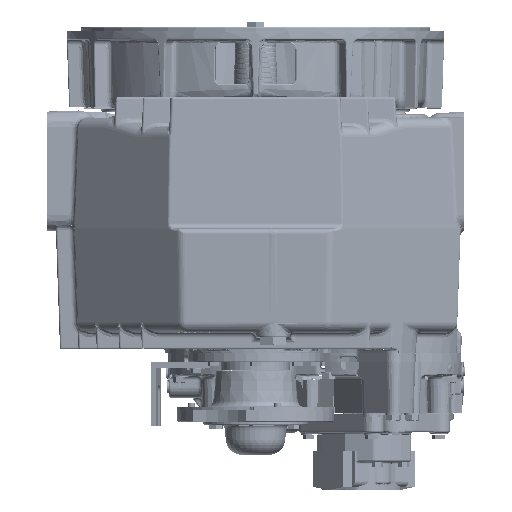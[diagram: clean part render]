
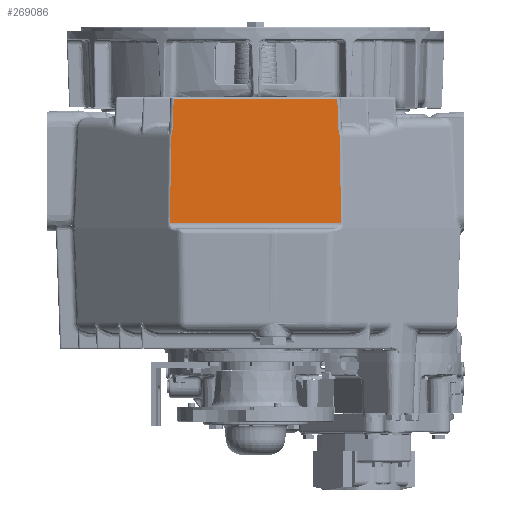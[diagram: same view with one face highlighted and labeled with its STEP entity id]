
A CAD part, front view. The second image highlights one B-rep face of the part: STEP entity #269086.
In plain terms, the highlighted planar face has unit normal (0, -0.999, 0.035).
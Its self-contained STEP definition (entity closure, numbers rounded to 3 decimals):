
#696 = CARTESIAN_POINT ( 'NONE',  ( -122.699, -367.938, -33.93 ) ) ;
#867 = CARTESIAN_POINT ( 'NONE',  ( -125.114, -372.435, -162.719 ) ) ;
#1316 = EDGE_CURVE ( 'NONE', #96562, #280933, #107256, .T. ) ;
#3411 = CARTESIAN_POINT ( 'NONE',  ( 125.114, -372.435, -162.719 ) ) ;
#4161 = CARTESIAN_POINT ( 'NONE',  ( 126.072, -372.551, -166.043 ) ) ;
#6718 = EDGE_CURVE ( 'NONE', #26066, #221958, #259446, .T. ) ;
#6889 = DIRECTION ( 'NONE',  ( 0., -0.999, 0.035 ) ) ;
#9645 = CARTESIAN_POINT ( 'NONE',  ( -121.14, -367.619, -24.81 ) ) ;
#14432 = VECTOR ( 'NONE', #341601, 1000. ) ;
#21644 = CARTESIAN_POINT ( 'NONE',  ( 119.622, -366.101, 18.665 ) ) ;
#24655 = DIRECTION ( 'NONE',  ( -0.014, 0.035, 0.999 ) ) ;
#26066 = VERTEX_POINT ( 'NONE', #3411 ) ;
#29864 = LINE ( 'NONE', #317181, #55250 ) ;
#30797 = EDGE_CURVE ( 'NONE', #333175, #126069, #297188, .T. ) ;
#34607 = ORIENTED_EDGE ( 'NONE', *, *, #209904, .T. ) ;
#40662 = EDGE_CURVE ( 'NONE', #126069, #105550, #297805, .T. ) ;
#44332 = ORIENTED_EDGE ( 'NONE', *, *, #86662, .T. ) ;
#45101 = ORIENTED_EDGE ( 'NONE', *, *, #40662, .T. ) ;
#45516 = EDGE_CURVE ( 'NONE', #87255, #96562, #274769, .T. ) ;
#48059 = CARTESIAN_POINT ( 'NONE',  ( 122.698, -367.938, -33.93 ) ) ;
#55250 = VECTOR ( 'NONE', #206427, 1000. ) ;
#63964 = CARTESIAN_POINT ( 'NONE',  ( -121.539, -367.706, -27.303 ) ) ;
#75917 =( BOUNDED_CURVE ( )  B_SPLINE_CURVE ( 3, ( #326326, #273297, #214420, #322879 ),
 .UNSPECIFIED., .F., .F. ) 
 B_SPLINE_CURVE_WITH_KNOTS ( ( 4, 4 ),
 ( 6.269, 6.486 ),
 .UNSPECIFIED. ) 
 CURVE ( )  GEOMETRIC_REPRESENTATION_ITEM ( )  RATIONAL_B_SPLINE_CURVE ( ( 1., 0.996, 0.996, 1. ) ) 
 REPRESENTATION_ITEM ( '' )  );
#77753 = VECTOR ( 'NONE', #115070, 1000. ) ;
#77848 = CARTESIAN_POINT ( 'NONE',  ( 121.539, -367.706, -27.303 ) ) ;
#82155 = CARTESIAN_POINT ( 'NONE',  ( 121.962, -367.79, -29.713 ) ) ;
#85605 = CARTESIAN_POINT ( 'NONE',  ( 122.254, -367.854, -31.525 ) ) ;
#86662 = EDGE_CURVE ( 'NONE', #97773, #333175, #121754, .T. ) ;
#87255 = VERTEX_POINT ( 'NONE', #116742 ) ;
#88395 = ORIENTED_EDGE ( 'NONE', *, *, #30797, .T. ) ;
#94840 = VECTOR ( 'NONE', #24655, 1000. ) ;
#96562 = VERTEX_POINT ( 'NONE', #276371 ) ;
#97773 = VERTEX_POINT ( 'NONE', #293126 ) ;
#101322 = EDGE_LOOP ( 'NONE', ( #88395, #45101, #34607, #127274, #115961, #150080, #225241, #328803, #300151, #142468, #317224, #44332 ) ) ;
#101489 = CARTESIAN_POINT ( 'NONE',  ( 125.199, -372.642, -168.631 ) ) ;
#105550 = VERTEX_POINT ( 'NONE', #21644 ) ;
#107256 =( BOUNDED_CURVE ( )  B_SPLINE_CURVE ( 3, ( #333535, #222799, #249857, #277040 ),
 .UNSPECIFIED., .F., .F. ) 
 B_SPLINE_CURVE_WITH_KNOTS ( ( 4, 4 ),
 ( 6.08, 6.298 ),
 .UNSPECIFIED. ) 
 CURVE ( )  GEOMETRIC_REPRESENTATION_ITEM ( )  RATIONAL_B_SPLINE_CURVE ( ( 1., 0.996, 0.996, 1. ) ) 
 REPRESENTATION_ITEM ( '' )  );
#112768 = CARTESIAN_POINT ( 'NONE',  ( 121.539, -367.706, -27.303 ) ) ;
#115070 = DIRECTION ( 'NONE',  ( -0.014, -0.035, -0.999 ) ) ;
#115961 = ORIENTED_EDGE ( 'NONE', *, *, #277276, .T. ) ;
#116742 = CARTESIAN_POINT ( 'NONE',  ( -121.539, -367.706, -27.303 ) ) ;
#121754 = B_SPLINE_CURVE_WITH_KNOTS ( 'NONE', 3,
 ( #155513, #48059, #243790, #193082, #85605, #82155, #134173, #215603 ),
 .UNSPECIFIED., .F., .F.,
 ( 4, 2, 2, 4 ),
 ( 0., 0.002, 0.004, 0.007 ),
 .UNSPECIFIED. ) ;
#126069 = VERTEX_POINT ( 'NONE', #147011 ) ;
#127274 = ORIENTED_EDGE ( 'NONE', *, *, #136101, .T. ) ;
#132298 = CARTESIAN_POINT ( 'NONE',  ( -119.622, -366.101, 18.665 ) ) ;
#134173 = CARTESIAN_POINT ( 'NONE',  ( 121.769, -367.748, -28.505 ) ) ;
#135422 = CARTESIAN_POINT ( 'NONE',  ( -122.35, -367.875, -32.129 ) ) ;
#136101 = EDGE_CURVE ( 'NONE', #324289, #152787, #317080, .T. ) ;
#137353 = VECTOR ( 'NONE', #220334, 1000. ) ;
#138727 = EDGE_CURVE ( 'NONE', #196566, #26066, #276538, .T. ) ;
#142468 = ORIENTED_EDGE ( 'NONE', *, *, #6718, .T. ) ;
#143898 = CARTESIAN_POINT ( 'NONE',  ( 0., -372.705, -170.44 ) ) ;
#146337 = CARTESIAN_POINT ( 'NONE',  ( -121.096, -367.575, -23.545 ) ) ;
#147011 = CARTESIAN_POINT ( 'NONE',  ( 121.096, -367.575, -23.545 ) ) ;
#150080 = ORIENTED_EDGE ( 'NONE', *, *, #45516, .T. ) ;
#152787 = VERTEX_POINT ( 'NONE', #146337 ) ;
#155513 = CARTESIAN_POINT ( 'NONE',  ( 122.892, -367.958, -34.516 ) ) ;
#162563 = CARTESIAN_POINT ( 'NONE',  ( -121.962, -367.79, -29.713 ) ) ;
#166062 = CARTESIAN_POINT ( 'NONE',  ( -122.254, -367.854, -31.525 ) ) ;
#167230 = CARTESIAN_POINT ( 'NONE',  ( -122.892, -367.958, -34.516 ) ) ;
#189695 = CARTESIAN_POINT ( 'NONE',  ( -121.769, -367.748, -28.505 ) ) ;
#193082 = CARTESIAN_POINT ( 'NONE',  ( 122.35, -367.875, -32.129 ) ) ;
#196566 = VERTEX_POINT ( 'NONE', #867 ) ;
#206427 = DIRECTION ( 'NONE',  ( -1., 0., 0. ) ) ;
#209904 = EDGE_CURVE ( 'NONE', #105550, #324289, #29864, .T. ) ;
#210162 = CARTESIAN_POINT ( 'NONE',  ( 121.301, -367.663, -26.061 ) ) ;
#214420 = CARTESIAN_POINT ( 'NONE',  ( 123.148, -367.985, -35.291 ) ) ;
#215603 = CARTESIAN_POINT ( 'NONE',  ( 121.539, -367.706, -27.303 ) ) ;
#220334 = DIRECTION ( 'NONE',  ( -0.035, 0.035, 0.999 ) ) ;
#221865 = PLANE ( 'NONE',  #248002 ) ;
#221958 = VERTEX_POINT ( 'NONE', #274409 ) ;
#222799 = CARTESIAN_POINT ( 'NONE',  ( -123.148, -367.985, -35.291 ) ) ;
#225241 = ORIENTED_EDGE ( 'NONE', *, *, #1316, .T. ) ;
#225670 = CARTESIAN_POINT ( 'NONE',  ( -121.301, -367.663, -26.061 ) ) ;
#231559 = DIRECTION ( 'NONE',  ( -0.035, -0.035, -0.999 ) ) ;
#237294 = EDGE_CURVE ( 'NONE', #280933, #196566, #347916, .T. ) ;
#243790 = CARTESIAN_POINT ( 'NONE',  ( 122.571, -367.917, -33.332 ) ) ;
#245054 = CARTESIAN_POINT ( 'NONE',  ( -122.571, -367.917, -33.332 ) ) ;
#245306 = VECTOR ( 'NONE', #231559, 1000. ) ;
#245923 = B_SPLINE_CURVE_WITH_KNOTS ( 'NONE', 3,
 ( #305886, #9645, #225670, #63964 ),
 .UNSPECIFIED., .F., .F.,
 ( 4, 4 ),
 ( 0., 0.004 ),
 .UNSPECIFIED. ) ;
#248002 = AXIS2_PLACEMENT_3D ( 'NONE', #143898, #6889, #332584 ) ;
#248368 = CARTESIAN_POINT ( 'NONE',  ( -125.199, -372.642, -168.631 ) ) ;
#249857 = CARTESIAN_POINT ( 'NONE',  ( -123.282, -368.013, -36.082 ) ) ;
#252914 = EDGE_CURVE ( 'NONE', #221958, #97773, #75917, .T. ) ;
#255671 = CARTESIAN_POINT ( 'NONE',  ( 127.295, -372.435, -162.719 ) ) ;
#259446 = LINE ( 'NONE', #101489, #94840 ) ;
#266726 = CARTESIAN_POINT ( 'NONE',  ( 121.14, -367.619, -24.81 ) ) ;
#269086 = ADVANCED_FACE ( 'NONE', ( #270158 ), #221865, .T. ) ;
#270158 = FACE_OUTER_BOUND ( 'NONE', #101322, .T. ) ;
#273297 = CARTESIAN_POINT ( 'NONE',  ( 123.282, -368.013, -36.082 ) ) ;
#274409 = CARTESIAN_POINT ( 'NONE',  ( 123.294, -368.041, -36.882 ) ) ;
#274769 = B_SPLINE_CURVE_WITH_KNOTS ( 'NONE', 3,
 ( #328712, #189695, #162563, #166062, #135422, #245054, #696, #167230 ),
 .UNSPECIFIED., .F., .F.,
 ( 4, 2, 2, 4 ),
 ( 0., 0.004, 0.006, 0.007 ),
 .UNSPECIFIED. ) ;
#276371 = CARTESIAN_POINT ( 'NONE',  ( -122.892, -367.958, -34.516 ) ) ;
#276538 = LINE ( 'NONE', #255671, #14432 ) ;
#277040 = CARTESIAN_POINT ( 'NONE',  ( -123.294, -368.041, -36.882 ) ) ;
#277276 = EDGE_CURVE ( 'NONE', #152787, #87255, #245923, .T. ) ;
#280933 = VERTEX_POINT ( 'NONE', #343703 ) ;
#285880 = CARTESIAN_POINT ( 'NONE',  ( -126.072, -372.551, -166.043 ) ) ;
#293126 = CARTESIAN_POINT ( 'NONE',  ( 122.892, -367.958, -34.516 ) ) ;
#297188 = B_SPLINE_CURVE_WITH_KNOTS ( 'NONE', 3,
 ( #77848, #210162, #266726, #317457 ),
 .UNSPECIFIED., .F., .F.,
 ( 4, 4 ),
 ( 0., 0.004 ),
 .UNSPECIFIED. ) ;
#297805 = LINE ( 'NONE', #4161, #137353 ) ;
#300151 = ORIENTED_EDGE ( 'NONE', *, *, #138727, .T. ) ;
#305886 = CARTESIAN_POINT ( 'NONE',  ( -121.096, -367.575, -23.545 ) ) ;
#317080 = LINE ( 'NONE', #285880, #245306 ) ;
#317181 = CARTESIAN_POINT ( 'NONE',  ( 0., -366.101, 18.665 ) ) ;
#317224 = ORIENTED_EDGE ( 'NONE', *, *, #252914, .T. ) ;
#317457 = CARTESIAN_POINT ( 'NONE',  ( 121.096, -367.575, -23.545 ) ) ;
#322879 = CARTESIAN_POINT ( 'NONE',  ( 122.892, -367.958, -34.516 ) ) ;
#324289 = VERTEX_POINT ( 'NONE', #132298 ) ;
#326326 = CARTESIAN_POINT ( 'NONE',  ( 123.294, -368.041, -36.882 ) ) ;
#328712 = CARTESIAN_POINT ( 'NONE',  ( -121.539, -367.706, -27.303 ) ) ;
#328803 = ORIENTED_EDGE ( 'NONE', *, *, #237294, .T. ) ;
#332584 = DIRECTION ( 'NONE',  ( 0., -0.035, -0.999 ) ) ;
#333175 = VERTEX_POINT ( 'NONE', #112768 ) ;
#333535 = CARTESIAN_POINT ( 'NONE',  ( -122.892, -367.958, -34.516 ) ) ;
#341601 = DIRECTION ( 'NONE',  ( 1., 0., 0. ) ) ;
#343703 = CARTESIAN_POINT ( 'NONE',  ( -123.294, -368.041, -36.882 ) ) ;
#347916 = LINE ( 'NONE', #248368, #77753 ) ;
